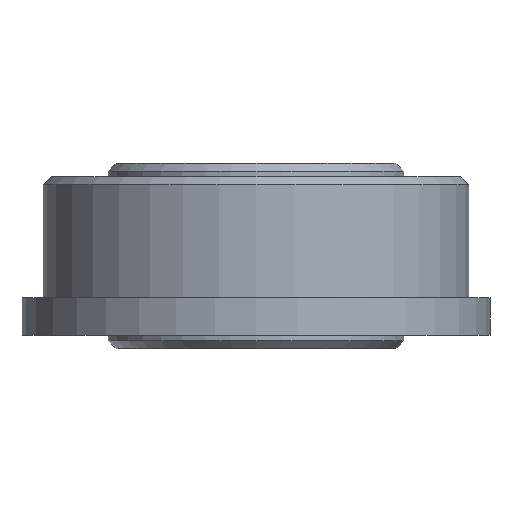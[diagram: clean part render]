
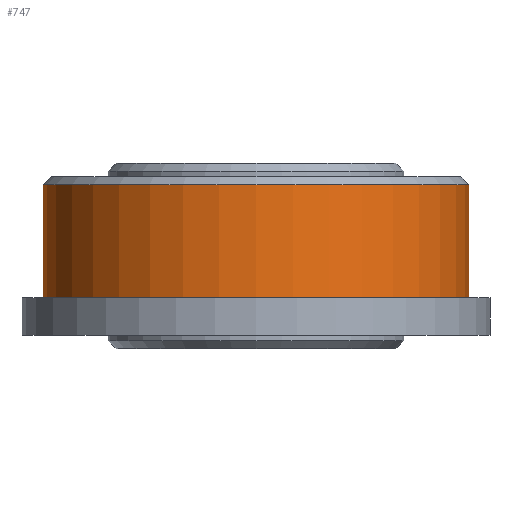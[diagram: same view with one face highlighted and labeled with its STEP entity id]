
A CAD part, front view. The second image highlights one B-rep face of the part: STEP entity #747.
In plain terms, the highlighted cylindrical face has radius 6.35 mm (diameter 12.7 mm), a partial arc.
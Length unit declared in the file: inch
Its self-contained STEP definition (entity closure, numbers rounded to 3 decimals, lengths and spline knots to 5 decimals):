
#25 = ORIENTED_EDGE ( 'NONE', *, *, #825, .T. ) ;
#45 = ORIENTED_EDGE ( 'NONE', *, *, #307, .T. ) ;
#105 = DIRECTION ( 'NONE',  ( 1., 0., 0. ) ) ;
#108 = LINE ( 'NONE', #1083, #127 ) ;
#111 = DIRECTION ( 'NONE',  ( 0., 0., 1. ) ) ;
#119 = CARTESIAN_POINT ( 'NONE',  ( 0., 0., -0.04902 ) ) ;
#127 = VECTOR ( 'NONE', #669, 39.37008 ) ;
#151 = CIRCLE ( 'NONE', #1446, 0.25 ) ;
#175 = CARTESIAN_POINT ( 'NONE',  ( 0.25, 0., -0.04902 ) ) ;
#196 = CARTESIAN_POINT ( 'NONE',  ( -0.25, 0., -0.04902 ) ) ;
#206 = CARTESIAN_POINT ( 'NONE',  ( -0.25, 0., 0.0838 ) ) ;
#250 = DIRECTION ( 'NONE',  ( 1., 0., 0. ) ) ;
#253 = DIRECTION ( 'NONE',  ( 0., 0., 1. ) ) ;
#259 = CARTESIAN_POINT ( 'NONE',  ( 0., 0., 0.0838 ) ) ;
#306 = CYLINDRICAL_SURFACE ( 'NONE', #1513, 0.25 ) ;
#307 = EDGE_CURVE ( 'NONE', #1691, #601, #108, .T. ) ;
#378 = CIRCLE ( 'NONE', #841, 0.25 ) ;
#442 = EDGE_CURVE ( 'NONE', #693, #601, #151, .T. ) ;
#601 = VERTEX_POINT ( 'NONE', #1150 ) ;
#669 = DIRECTION ( 'NONE',  ( 0., 0., 1. ) ) ;
#672 = VERTEX_POINT ( 'NONE', #196 ) ;
#693 = VERTEX_POINT ( 'NONE', #206 ) ;
#704 = ORIENTED_EDGE ( 'NONE', *, *, #904, .F. ) ;
#719 = ORIENTED_EDGE ( 'NONE', *, *, #442, .F. ) ;
#747 = ADVANCED_FACE ( 'NONE', ( #1555 ), #306, .T. ) ;
#799 = DIRECTION ( 'NONE',  ( 0., 0., 1. ) ) ;
#825 = EDGE_CURVE ( 'NONE', #672, #1691, #378, .T. ) ;
#834 = CARTESIAN_POINT ( 'NONE',  ( -0.25, 0., 0.09311 ) ) ;
#841 = AXIS2_PLACEMENT_3D ( 'NONE', #119, #111, #105 ) ;
#904 = EDGE_CURVE ( 'NONE', #672, #693, #1479, .T. ) ;
#960 = DIRECTION ( 'NONE',  ( 1., 0., 0. ) ) ;
#1083 = CARTESIAN_POINT ( 'NONE',  ( 0.25, 0., 0.09311 ) ) ;
#1150 = CARTESIAN_POINT ( 'NONE',  ( 0.25, 0., 0.0838 ) ) ;
#1215 = DIRECTION ( 'NONE',  ( 0., 0., 1. ) ) ;
#1337 = CARTESIAN_POINT ( 'NONE',  ( 0., 0., 0.09311 ) ) ;
#1358 = EDGE_LOOP ( 'NONE', ( #704, #25, #45, #719 ) ) ;
#1446 = AXIS2_PLACEMENT_3D ( 'NONE', #259, #253, #250 ) ;
#1479 = LINE ( 'NONE', #834, #1526 ) ;
#1513 = AXIS2_PLACEMENT_3D ( 'NONE', #1337, #1215, #960 ) ;
#1526 = VECTOR ( 'NONE', #799, 39.37008 ) ;
#1555 = FACE_OUTER_BOUND ( 'NONE', #1358, .T. ) ;
#1691 = VERTEX_POINT ( 'NONE', #175 ) ;
